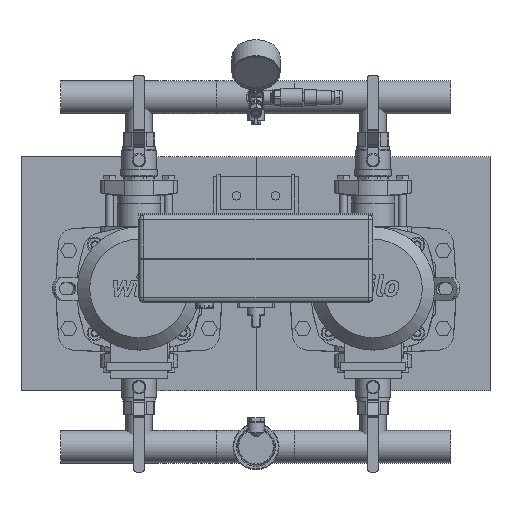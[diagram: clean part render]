
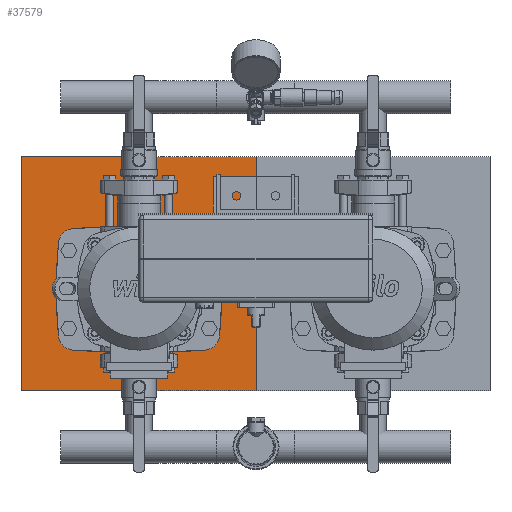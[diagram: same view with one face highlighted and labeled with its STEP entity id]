
A CAD part, top view. The second image highlights one B-rep face of the part: STEP entity #37579.
In plain terms, the highlighted planar face has unit normal (0, 0, 1).
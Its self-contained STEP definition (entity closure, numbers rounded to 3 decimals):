
#624=LINE('',#55489,#4217);
#625=LINE('',#55491,#4218);
#626=LINE('',#55493,#4219);
#627=LINE('',#55494,#4220);
#4217=VECTOR('',#44032,10.);
#4218=VECTOR('',#44033,10.);
#4219=VECTOR('',#44034,10.);
#4220=VECTOR('',#44035,10.);
#8976=FACE_OUTER_BOUND('',#11303,.T.);
#11303=EDGE_LOOP('',(#25104,#25105,#25106,#25107));
#15815=VERTEX_POINT('',#55487);
#15816=VERTEX_POINT('',#55488);
#15817=VERTEX_POINT('',#55490);
#15818=VERTEX_POINT('',#55492);
#19586=EDGE_CURVE('',#15815,#15816,#624,.T.);
#19587=EDGE_CURVE('',#15817,#15816,#625,.T.);
#19588=EDGE_CURVE('',#15817,#15818,#626,.T.);
#19589=EDGE_CURVE('',#15818,#15815,#627,.T.);
#25104=ORIENTED_EDGE('',*,*,#19586,.T.);
#25105=ORIENTED_EDGE('',*,*,#19587,.F.);
#25106=ORIENTED_EDGE('',*,*,#19588,.T.);
#25107=ORIENTED_EDGE('',*,*,#19589,.T.);
#36002=PLANE('',#40017);
#37579=ADVANCED_FACE('',(#8976),#36002,.T.);
#40017=AXIS2_PLACEMENT_3D('',#55486,#44030,#44031);
#44030=DIRECTION('center_axis',(0.,0.,1.));
#44031=DIRECTION('ref_axis',(0.,-1.,0.));
#44032=DIRECTION('',(0.,1.,0.));
#44033=DIRECTION('',(1.,0.,0.));
#44034=DIRECTION('',(0.,-1.,0.));
#44035=DIRECTION('',(1.,0.,0.));
#55486=CARTESIAN_POINT('Origin',(-50.,0.,90.));
#55487=CARTESIAN_POINT('',(250.,-150.,90.));
#55488=CARTESIAN_POINT('',(250.,150.,90.));
#55489=CARTESIAN_POINT('',(250.,150.,90.));
#55490=CARTESIAN_POINT('',(-50.,150.,90.));
#55491=CARTESIAN_POINT('',(-50.,150.,90.));
#55492=CARTESIAN_POINT('',(-50.,-150.,90.));
#55493=CARTESIAN_POINT('',(-50.,0.,90.));
#55494=CARTESIAN_POINT('',(-50.,-150.,90.));
